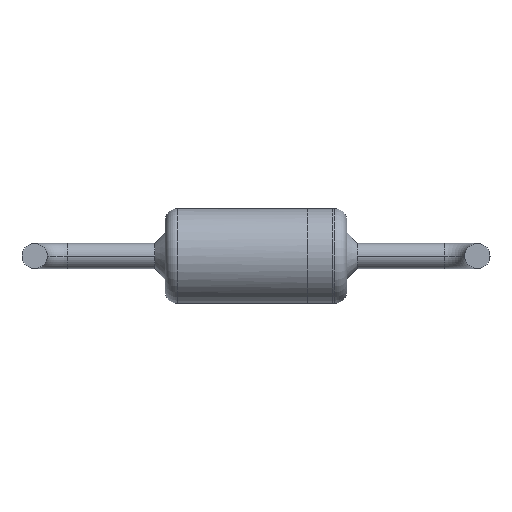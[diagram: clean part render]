
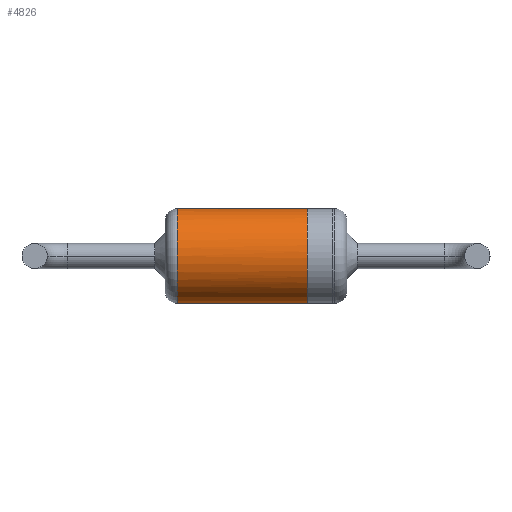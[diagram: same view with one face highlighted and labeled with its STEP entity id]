
A CAD part, front view. The second image highlights one B-rep face of the part: STEP entity #4826.
In plain terms, the highlighted cylindrical face has radius 0.953 mm (diameter 1.905 mm), a partial arc.
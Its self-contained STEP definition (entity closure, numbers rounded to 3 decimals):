
#52 = VERTEX_POINT ( 'NONE', #4739 ) ;
#95 = EDGE_CURVE ( 'NONE', #52, #1714, #5528, .T. ) ;
#386 = CARTESIAN_POINT ( 'NONE',  ( 5.471, 0.603, -0.497 ) ) ;
#526 = EDGE_CURVE ( 'NONE', #3034, #4911, #2266, .T. ) ;
#582 = ORIENTED_EDGE ( 'NONE', *, *, #526, .T. ) ;
#633 = CARTESIAN_POINT ( 'NONE',  ( 5.471, 1.453, 0.952 ) ) ;
#681 = EDGE_LOOP ( 'NONE', ( #3730, #3158, #582, #2218 ) ) ;
#712 = AXIS2_PLACEMENT_3D ( 'NONE', #5510, #2176, #1665 ) ;
#1126 = B_SPLINE_CURVE_WITH_KNOTS ( 'NONE', 3,
 ( #1710, #2845, #4217, #386, #3765, #1643, #1230, #5462, #3295, #2097 ),
 .UNSPECIFIED., .F., .F.,
 ( 4, 2, 2, 2, 4 ),
 ( 0.5, 0.625, 0.75, 0.875, 1. ),
 .UNSPECIFIED. ) ;
#1230 = CARTESIAN_POINT ( 'NONE',  ( 5.471, 0.603, 0.497 ) ) ;
#1355 = CARTESIAN_POINT ( 'NONE',  ( 2.413, 1.453, 0.952 ) ) ;
#1571 = AXIS2_PLACEMENT_3D ( 'NONE', #4674, #3700, #2386 ) ;
#1636 = CARTESIAN_POINT ( 'NONE',  ( 2.861, 1.453, -0.952 ) ) ;
#1643 = CARTESIAN_POINT ( 'NONE',  ( 5.471, 0.5, 0.249 ) ) ;
#1665 = DIRECTION ( 'NONE',  ( 0., 0., 1. ) ) ;
#1710 = CARTESIAN_POINT ( 'NONE',  ( 5.471, 1.453, -0.952 ) ) ;
#1714 = VERTEX_POINT ( 'NONE', #1636 ) ;
#2097 = CARTESIAN_POINT ( 'NONE',  ( 5.471, 1.453, 0.952 ) ) ;
#2176 = DIRECTION ( 'NONE',  ( -1., 0., 0. ) ) ;
#2218 = ORIENTED_EDGE ( 'NONE', *, *, #3643, .F. ) ;
#2266 = LINE ( 'NONE', #1355, #4216 ) ;
#2386 = DIRECTION ( 'NONE',  ( 0., 0., 1. ) ) ;
#2583 = CYLINDRICAL_SURFACE ( 'NONE', #1571, 0.952 ) ;
#2600 = EDGE_CURVE ( 'NONE', #52, #3034, #1126, .T. ) ;
#2845 = CARTESIAN_POINT ( 'NONE',  ( 5.471, 1.203, -0.952 ) ) ;
#2913 = CARTESIAN_POINT ( 'NONE',  ( 2.413, 1.453, -0.952 ) ) ;
#3002 = FACE_OUTER_BOUND ( 'NONE', #681, .T. ) ;
#3034 = VERTEX_POINT ( 'NONE', #633 ) ;
#3158 = ORIENTED_EDGE ( 'NONE', *, *, #2600, .T. ) ;
#3233 = VECTOR ( 'NONE', #5470, 1000. ) ;
#3295 = CARTESIAN_POINT ( 'NONE',  ( 5.471, 1.203, 0.952 ) ) ;
#3643 = EDGE_CURVE ( 'NONE', #1714, #4911, #4865, .T. ) ;
#3700 = DIRECTION ( 'NONE',  ( -1., 0., 0. ) ) ;
#3730 = ORIENTED_EDGE ( 'NONE', *, *, #95, .F. ) ;
#3765 = CARTESIAN_POINT ( 'NONE',  ( 5.471, 0.5, -0.249 ) ) ;
#4216 = VECTOR ( 'NONE', #4308, 1000. ) ;
#4217 = CARTESIAN_POINT ( 'NONE',  ( 5.471, 0.955, -0.85 ) ) ;
#4308 = DIRECTION ( 'NONE',  ( -1., 0., 0. ) ) ;
#4500 = CARTESIAN_POINT ( 'NONE',  ( 2.861, 1.453, 0.952 ) ) ;
#4674 = CARTESIAN_POINT ( 'NONE',  ( 2.413, 1.453, 0. ) ) ;
#4739 = CARTESIAN_POINT ( 'NONE',  ( 5.471, 1.453, -0.952 ) ) ;
#4826 = ADVANCED_FACE ( 'NONE', ( #3002 ), #2583, .T. ) ;
#4865 = CIRCLE ( 'NONE', #712, 0.952 ) ;
#4911 = VERTEX_POINT ( 'NONE', #4500 ) ;
#5462 = CARTESIAN_POINT ( 'NONE',  ( 5.471, 0.955, 0.85 ) ) ;
#5470 = DIRECTION ( 'NONE',  ( -1., 0., 0. ) ) ;
#5510 = CARTESIAN_POINT ( 'NONE',  ( 2.861, 1.453, 0. ) ) ;
#5528 = LINE ( 'NONE', #2913, #3233 ) ;
